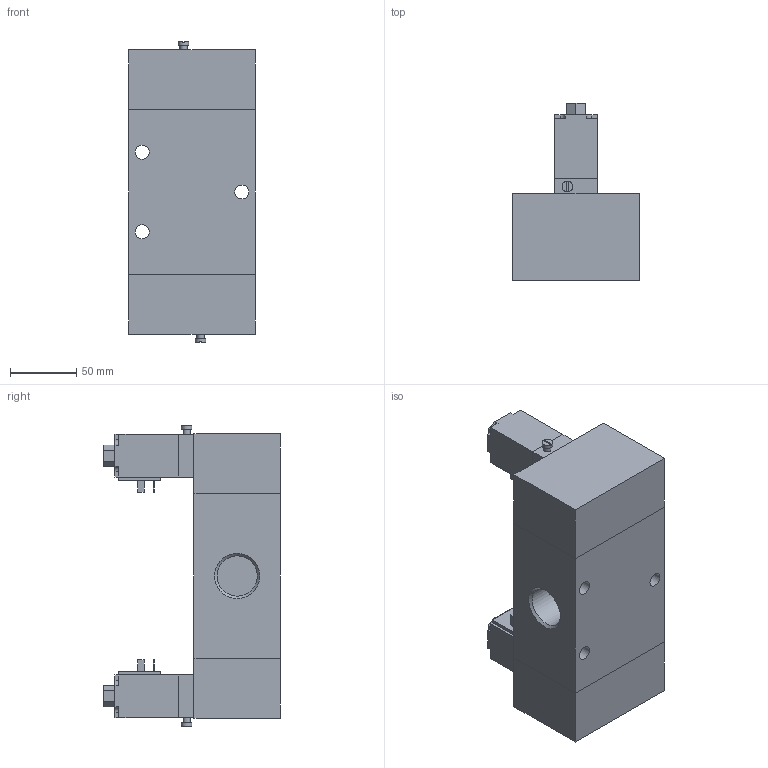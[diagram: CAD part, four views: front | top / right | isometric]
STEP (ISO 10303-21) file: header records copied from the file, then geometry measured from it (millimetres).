
FILE_DESCRIPTION((''),'2;1');
FILE_NAME('411_32_0_0_S#.stp','2006-11-25T09:10:16',('rivolro1'),(''),'Autodesk Inventor 11','Autodesk Inventor 11','');
FILE_SCHEMA(('AUTOMOTIVE_DESIGN { 1 0 10303 214 1 1 1 1 }'));
Length unit declared in the file: millimetre
Products named in the file (3): 411_32_0_0_S#; S__
Assembly tree (3 placements, depth 2):
  411_32_0_0_S#
    411_32_0_0_S#
    S__  x2
Bounding box: 95 x 133 x 227 mm (x, y, z)
Volume: 1373080.4 mm3; surface area: 121802.7 mm2
Topology: 3 solids, 3 shells, 184 faces, 445 edges, 296 vertices
Faces by surface type: plane 127, bspline 31, cylinder 26
Full cylindrical faces by diameter (mm): 4 x12, 5.5 x2, 8 x4
Entity records: 3379 total; most frequent: CARTESIAN_POINT 832, DIRECTION 476, ORIENTED_EDGE 466, EDGE_CURVE 233, EDGE_LOOP 176, VECTOR 174, LINE 174, VERTEX_POINT 171
